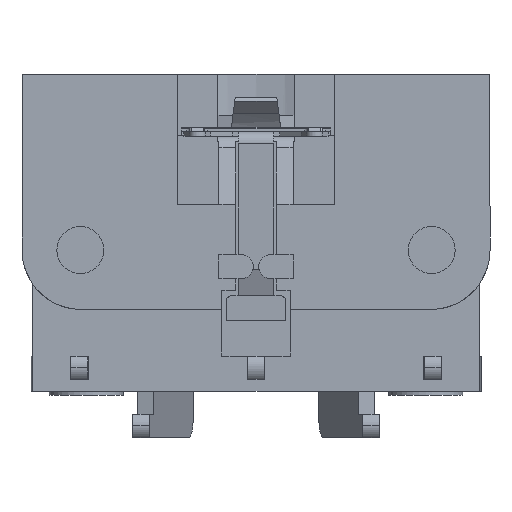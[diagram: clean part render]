
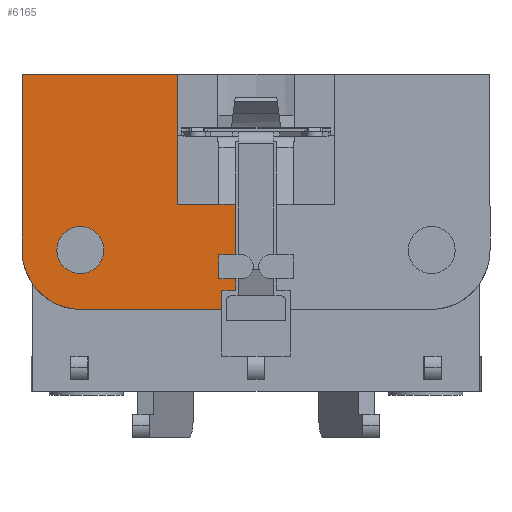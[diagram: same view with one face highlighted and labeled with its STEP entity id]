
A CAD part, front view. The second image highlights one B-rep face of the part: STEP entity #6165.
In plain terms, the highlighted planar face has unit normal (0, -1, 0).
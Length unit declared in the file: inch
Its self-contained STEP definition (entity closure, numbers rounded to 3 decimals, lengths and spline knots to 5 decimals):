
#48 = CARTESIAN_POINT ( 'NONE',  ( -0.034, -0.394, 0. ) ) ;
#115 = EDGE_CURVE ( 'NONE', #12954, #10387, #5052, .T. ) ;
#261 = VERTEX_POINT ( 'NONE', #4892 ) ;
#330 = EDGE_CURVE ( 'NONE', #10387, #8667, #2224, .T. ) ;
#358 = EDGE_CURVE ( 'NONE', #8129, #2955, #3190, .T. ) ;
#422 = CARTESIAN_POINT ( 'NONE',  ( -0.1325, -0.394, -0.218 ) ) ;
#435 = EDGE_CURVE ( 'NONE', #12729, #12516, #966, .T. ) ;
#510 = DIRECTION ( 'NONE',  ( 0., -1., 0. ) ) ;
#785 = VECTOR ( 'NONE', #6420, 39.37008 ) ;
#901 = ORIENTED_EDGE ( 'NONE', *, *, #12737, .F. ) ;
#955 = VECTOR ( 'NONE', #8858, 39.37008 ) ;
#966 = LINE ( 'NONE', #4410, #11363 ) ;
#1270 = DIRECTION ( 'NONE',  ( 0., 0., -1. ) ) ;
#1488 = DIRECTION ( 'NONE',  ( 0., 0., -1. ) ) ;
#1595 = CARTESIAN_POINT ( 'NONE',  ( -0.393, -0.394, -0.07 ) ) ;
#1668 = ORIENTED_EDGE ( 'NONE', *, *, #10384, .T. ) ;
#1703 = EDGE_CURVE ( 'NONE', #3320, #3159, #4843, .T. ) ;
#1804 = ORIENTED_EDGE ( 'NONE', *, *, #13085, .F. ) ;
#1855 = EDGE_LOOP ( 'NONE', ( #11154, #901, #10418, #10376, #13002, #7385, #1934, #1668, #3492, #6954, #4184, #1804, #9071, #7489 ) ) ;
#1922 = DIRECTION ( 'NONE',  ( 0., -1., 0. ) ) ;
#1934 = ORIENTED_EDGE ( 'NONE', *, *, #1703, .F. ) ;
#2061 = VERTEX_POINT ( 'NONE', #6442 ) ;
#2071 = VECTOR ( 'NONE', #10394, 39.37008 ) ;
#2159 = CARTESIAN_POINT ( 'NONE',  ( -0.393, -0.394, 0. ) ) ;
#2178 = VECTOR ( 'NONE', #7578, 39.37008 ) ;
#2224 = LINE ( 'NONE', #7250, #12657 ) ;
#2599 = CARTESIAN_POINT ( 'NONE',  ( -0.034, -0.394, 0. ) ) ;
#2799 = DIRECTION ( 'NONE',  ( 1., 0., 0. ) ) ;
#2826 = ORIENTED_EDGE ( 'NONE', *, *, #12429, .F. ) ;
#2955 = VERTEX_POINT ( 'NONE', #4696 ) ;
#2998 = EDGE_CURVE ( 'NONE', #12516, #12253, #3381, .T. ) ;
#3159 = VERTEX_POINT ( 'NONE', #11086 ) ;
#3190 = CIRCLE ( 'NONE', #10847, 0.0395 ) ;
#3320 = VERTEX_POINT ( 'NONE', #7462 ) ;
#3327 = EDGE_CURVE ( 'NONE', #11763, #10172, #9293, .T. ) ;
#3381 = LINE ( 'NONE', #4741, #3692 ) ;
#3455 = AXIS2_PLACEMENT_3D ( 'NONE', #7914, #1922, #8913 ) ;
#3492 = ORIENTED_EDGE ( 'NONE', *, *, #3501, .T. ) ;
#3501 = EDGE_CURVE ( 'NONE', #261, #8667, #12214, .T. ) ;
#3527 = CARTESIAN_POINT ( 'NONE',  ( -0.1325, -0.394, -0.218 ) ) ;
#3620 = DIRECTION ( 'NONE',  ( 0., 0., -1. ) ) ;
#3650 = CARTESIAN_POINT ( 'NONE',  ( -0.0625, -0.394, -0.303 ) ) ;
#3692 = VECTOR ( 'NONE', #10766, 39.37008 ) ;
#3796 = DIRECTION ( 'NONE',  ( -1., 0., 0. ) ) ;
#3800 = VERTEX_POINT ( 'NONE', #7938 ) ;
#3947 = EDGE_CURVE ( 'NONE', #3159, #3800, #5391, .T. ) ;
#4100 = DIRECTION ( 'NONE',  ( 1., 0., 0. ) ) ;
#4127 = ORIENTED_EDGE ( 'NONE', *, *, #358, .F. ) ;
#4163 = CARTESIAN_POINT ( 'NONE',  ( -0.0625, -0.394, -0.343 ) ) ;
#4184 = ORIENTED_EDGE ( 'NONE', *, *, #115, .F. ) ;
#4223 = CARTESIAN_POINT ( 'NONE',  ( -0.0575, -0.394, -0.363 ) ) ;
#4346 = VECTOR ( 'NONE', #1488, 39.37008 ) ;
#4410 = CARTESIAN_POINT ( 'NONE',  ( -0.393, -0.394, -0.303 ) ) ;
#4532 = EDGE_LOOP ( 'NONE', ( #2826, #4127 ) ) ;
#4608 = CARTESIAN_POINT ( 'NONE',  ( -0.034, -0.394, -0.218 ) ) ;
#4696 = CARTESIAN_POINT ( 'NONE',  ( -0.2555, -0.394, -0.295 ) ) ;
#4741 = CARTESIAN_POINT ( 'NONE',  ( -0.0625, -0.394, -0.303 ) ) ;
#4843 = LINE ( 'NONE', #1595, #2178 ) ;
#4892 = CARTESIAN_POINT ( 'NONE',  ( -0.293, -0.394, -0.395 ) ) ;
#4894 = PLANE ( 'NONE',  #3455 ) ;
#5052 = LINE ( 'NONE', #8393, #2071 ) ;
#5233 = CARTESIAN_POINT ( 'NONE',  ( -0.293, -0.394, -0.295 ) ) ;
#5348 = DIRECTION ( 'NONE',  ( 0., -1., 0. ) ) ;
#5391 = LINE ( 'NONE', #2159, #8048 ) ;
#5408 = CARTESIAN_POINT ( 'NONE',  ( -0.3345, -0.394, -0.295 ) ) ;
#5435 = VECTOR ( 'NONE', #3620, 39.37008 ) ;
#5488 = LINE ( 'NONE', #422, #785 ) ;
#5777 = LINE ( 'NONE', #48, #10803 ) ;
#6153 = EDGE_CURVE ( 'NONE', #12253, #2061, #6281, .T. ) ;
#6165 = ADVANCED_FACE ( 'NONE', ( #11349, #9235 ), #4894, .T. ) ;
#6236 = DIRECTION ( 'NONE',  ( 1., 0., 0. ) ) ;
#6281 = LINE ( 'NONE', #13019, #955 ) ;
#6338 = AXIS2_PLACEMENT_3D ( 'NONE', #5233, #12332, #6236 ) ;
#6420 = DIRECTION ( 'NONE',  ( 1., 0., 0. ) ) ;
#6442 = CARTESIAN_POINT ( 'NONE',  ( -0.034, -0.394, -0.343 ) ) ;
#6483 = CARTESIAN_POINT ( 'NONE',  ( -0.295, -0.394, -0.295 ) ) ;
#6924 = EDGE_CURVE ( 'NONE', #7676, #11763, #5488, .T. ) ;
#6954 = ORIENTED_EDGE ( 'NONE', *, *, #330, .F. ) ;
#7103 = VECTOR ( 'NONE', #2799, 39.37008 ) ;
#7109 = CARTESIAN_POINT ( 'NONE',  ( -0.0625, -0.394, -0.218 ) ) ;
#7250 = CARTESIAN_POINT ( 'NONE',  ( -0.0575, -0.394, -0.363 ) ) ;
#7385 = ORIENTED_EDGE ( 'NONE', *, *, #3947, .F. ) ;
#7462 = CARTESIAN_POINT ( 'NONE',  ( -0.393, -0.394, -0.295 ) ) ;
#7485 = DIRECTION ( 'NONE',  ( 1., 0., 0. ) ) ;
#7489 = ORIENTED_EDGE ( 'NONE', *, *, #2998, .F. ) ;
#7578 = DIRECTION ( 'NONE',  ( 0., 0., 1. ) ) ;
#7676 = VERTEX_POINT ( 'NONE', #11329 ) ;
#7914 = CARTESIAN_POINT ( 'NONE',  ( -0.393, -0.394, -0.07 ) ) ;
#7938 = CARTESIAN_POINT ( 'NONE',  ( -0.1325, -0.394, 0. ) ) ;
#7963 = CIRCLE ( 'NONE', #6338, 0.1 ) ;
#8048 = VECTOR ( 'NONE', #4100, 39.37008 ) ;
#8129 = VERTEX_POINT ( 'NONE', #5408 ) ;
#8328 = CARTESIAN_POINT ( 'NONE',  ( -0.034, -0.394, -0.363 ) ) ;
#8393 = CARTESIAN_POINT ( 'NONE',  ( -0.0575, -0.394, -0.363 ) ) ;
#8667 = VERTEX_POINT ( 'NONE', #8895 ) ;
#8671 = DIRECTION ( 'NONE',  ( 0., 0., -1. ) ) ;
#8775 = CARTESIAN_POINT ( 'NONE',  ( 0.293, -0.394, -0.395 ) ) ;
#8858 = DIRECTION ( 'NONE',  ( 1., 0., 0. ) ) ;
#8895 = CARTESIAN_POINT ( 'NONE',  ( -0.0575, -0.394, -0.395 ) ) ;
#8913 = DIRECTION ( 'NONE',  ( 1., 0., 0. ) ) ;
#8981 = VECTOR ( 'NONE', #12605, 39.37008 ) ;
#9071 = ORIENTED_EDGE ( 'NONE', *, *, #6153, .F. ) ;
#9235 = FACE_BOUND ( 'NONE', #4532, .T. ) ;
#9293 = LINE ( 'NONE', #9470, #8981 ) ;
#9345 = LINE ( 'NONE', #3527, #4346 ) ;
#9470 = CARTESIAN_POINT ( 'NONE',  ( -0.1325, -0.394, -0.218 ) ) ;
#9706 = AXIS2_PLACEMENT_3D ( 'NONE', #6483, #510, #7485 ) ;
#10172 = VERTEX_POINT ( 'NONE', #4608 ) ;
#10376 = ORIENTED_EDGE ( 'NONE', *, *, #6924, .F. ) ;
#10384 = EDGE_CURVE ( 'NONE', #3320, #261, #7963, .T. ) ;
#10387 = VERTEX_POINT ( 'NONE', #4223 ) ;
#10394 = DIRECTION ( 'NONE',  ( -1., 0., 0. ) ) ;
#10418 = ORIENTED_EDGE ( 'NONE', *, *, #3327, .F. ) ;
#10452 = EDGE_CURVE ( 'NONE', #3800, #7676, #9345, .T. ) ;
#10766 = DIRECTION ( 'NONE',  ( 0., 0., -1. ) ) ;
#10803 = VECTOR ( 'NONE', #8671, 39.37008 ) ;
#10822 = CIRCLE ( 'NONE', #9706, 0.0395 ) ;
#10847 = AXIS2_PLACEMENT_3D ( 'NONE', #11387, #5348, #12432 ) ;
#11079 = CARTESIAN_POINT ( 'NONE',  ( -0.034, -0.394, -0.303 ) ) ;
#11086 = CARTESIAN_POINT ( 'NONE',  ( -0.393, -0.394, 0. ) ) ;
#11119 = LINE ( 'NONE', #2599, #5435 ) ;
#11154 = ORIENTED_EDGE ( 'NONE', *, *, #435, .F. ) ;
#11329 = CARTESIAN_POINT ( 'NONE',  ( -0.1325, -0.394, -0.218 ) ) ;
#11349 = FACE_OUTER_BOUND ( 'NONE', #1855, .T. ) ;
#11363 = VECTOR ( 'NONE', #3796, 39.37008 ) ;
#11387 = CARTESIAN_POINT ( 'NONE',  ( -0.295, -0.394, -0.295 ) ) ;
#11763 = VERTEX_POINT ( 'NONE', #7109 ) ;
#12214 = LINE ( 'NONE', #8775, #7103 ) ;
#12253 = VERTEX_POINT ( 'NONE', #4163 ) ;
#12332 = DIRECTION ( 'NONE',  ( 0., -1., 0. ) ) ;
#12429 = EDGE_CURVE ( 'NONE', #2955, #8129, #10822, .T. ) ;
#12432 = DIRECTION ( 'NONE',  ( 1., 0., 0. ) ) ;
#12516 = VERTEX_POINT ( 'NONE', #3650 ) ;
#12605 = DIRECTION ( 'NONE',  ( 1., 0., 0. ) ) ;
#12657 = VECTOR ( 'NONE', #1270, 39.37008 ) ;
#12729 = VERTEX_POINT ( 'NONE', #11079 ) ;
#12737 = EDGE_CURVE ( 'NONE', #10172, #12729, #5777, .T. ) ;
#12954 = VERTEX_POINT ( 'NONE', #8328 ) ;
#13002 = ORIENTED_EDGE ( 'NONE', *, *, #10452, .F. ) ;
#13019 = CARTESIAN_POINT ( 'NONE',  ( -0.0625, -0.394, -0.343 ) ) ;
#13085 = EDGE_CURVE ( 'NONE', #2061, #12954, #11119, .T. ) ;
